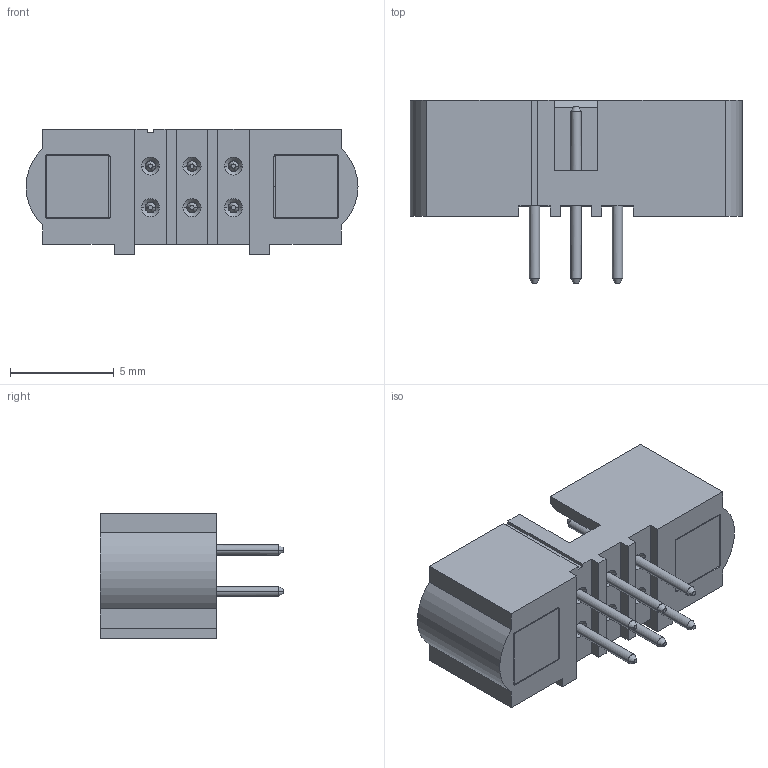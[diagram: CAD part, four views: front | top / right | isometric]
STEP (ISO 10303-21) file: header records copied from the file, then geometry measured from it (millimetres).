
FILE_DESCRIPTION((''),'2;1');
FILE_NAME('M80-5T1XXXXMC-00-000-00-000_ASM','2008-10-23T',('wbourne'),(''),'PRO/ENGINEER BY PARAMETRIC TECHNOLOGY CORPORATION, 2007230','PRO/ENGINEER BY PARAMETRIC TECHNOLOGY CORPORATION, 2007230','');
FILE_SCHEMA(('CONFIG_CONTROL_DESIGN'));
Length unit declared in the file: millimetre
Products named in the file (4): M80-2702098; M80-210MC00; M80-020; M80-5T1XXXXMC-00-000-00-000_ASM
Assembly tree (9 placements, depth 2):
  M80-5T1XXXXMC-00-000-00-000_ASM
    M80-2702098
    M80-210MC00  x2
    M80-020  x6
Bounding box: 16 x 8.85 x 6.05 mm (x, y, z)
Volume: 322 mm3; surface area: 823.4 mm2
Topology: 9 solids, 9 shells, 327 faces, 809 edges, 516 vertices
Faces by surface type: plane 165, cylinder 62, cone 52, bspline 48
Entity records: 7184 total; most frequent: CARTESIAN_POINT 2876, ORIENTED_EDGE 886, DIRECTION 843, EDGE_CURVE 443, AXIS2_PLACEMENT_3D 287, VERTEX_POINT 285, VECTOR 269, LINE 269
